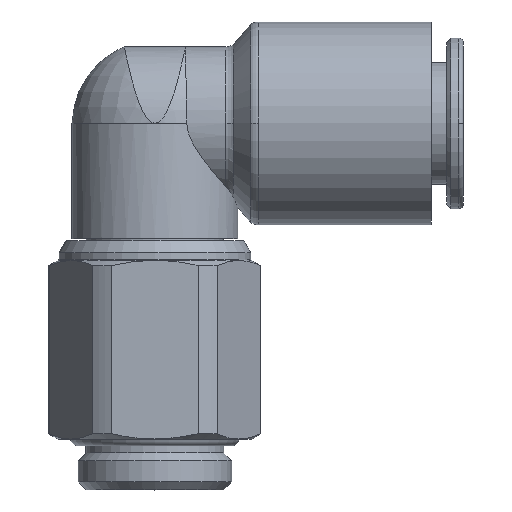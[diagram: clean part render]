
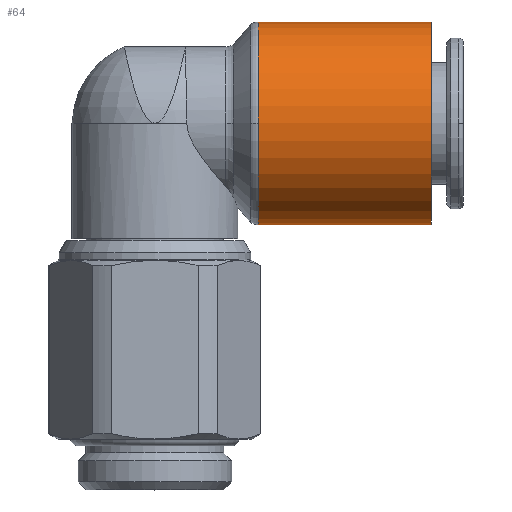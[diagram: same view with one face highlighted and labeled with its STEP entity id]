
A CAD part, top view. The second image highlights one B-rep face of the part: STEP entity #64.
In plain terms, the highlighted cylindrical face has radius 11 mm (diameter 22 mm), a partial arc.
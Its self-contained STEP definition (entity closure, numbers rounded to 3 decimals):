
#64=ADVANCED_FACE('',(#172),#173,.T.);
#172=FACE_OUTER_BOUND('',#357,.T.);
#173=CYLINDRICAL_SURFACE('',#358,11.0);
#357=EDGE_LOOP('',(#638,#639,#640,#641,#642));
#358=AXIS2_PLACEMENT_3D('',#643,#644,#645);
#638=ORIENTED_EDGE('',*,*,#1268,.F.);
#639=ORIENTED_EDGE('',*,*,#1269,.T.);
#640=ORIENTED_EDGE('',*,*,#1270,.T.);
#641=ORIENTED_EDGE('',*,*,#1271,.F.);
#642=ORIENTED_EDGE('',*,*,#1272,.F.);
#643=CARTESIAN_POINT('',(20.62,39.772,0.0));
#644=DIRECTION('',(1.0,0.0,0.0));
#645=DIRECTION('',(0.0,1.0,0.0));
#1268=EDGE_CURVE('',#1537,#1538,#1539,.T.);
#1269=EDGE_CURVE('',#1537,#1540,#1541,.T.);
#1270=EDGE_CURVE('',#1540,#1542,#1543,.T.);
#1271=EDGE_CURVE('',#1544,#1542,#1545,.T.);
#1272=EDGE_CURVE('',#1538,#1544,#1546,.T.);
#1537=VERTEX_POINT('',#2158);
#1538=VERTEX_POINT('',#2159);
#1539=LINE('',#2160,#2161);
#1540=VERTEX_POINT('',#2162);
#1541=CIRCLE('',#2163,11.0);
#1542=VERTEX_POINT('',#2164);
#1543=CIRCLE('',#2165,11.0);
#1544=VERTEX_POINT('',#2166);
#1545=LINE('',#2167,#2168);
#1546=CIRCLE('',#2169,11.0);
#2158=CARTESIAN_POINT('',(11.24,50.772,0.0));
#2159=CARTESIAN_POINT('',(30.0,50.772,0.0));
#2160=CARTESIAN_POINT('',(20.62,50.772,0.));
#2161=VECTOR('',#3034,1.0);
#2162=CARTESIAN_POINT('',(11.24,39.772,11.0));
#2163=AXIS2_PLACEMENT_3D('',#3035,#3036,#3037);
#2164=CARTESIAN_POINT('',(11.24,28.772,0.));
#2165=AXIS2_PLACEMENT_3D('',#3038,#3039,#3040);
#2166=CARTESIAN_POINT('',(30.0,28.772,0.));
#2167=CARTESIAN_POINT('',(20.62,28.772,0.));
#2168=VECTOR('',#3041,1.0);
#2169=AXIS2_PLACEMENT_3D('',#3042,#3043,#3044);
#3034=DIRECTION('',(1.0,0.0,0.0));
#3035=CARTESIAN_POINT('',(11.24,39.772,0.0));
#3036=DIRECTION('',(1.0,0.0,0.0));
#3037=DIRECTION('',(0.0,1.0,0.0));
#3038=CARTESIAN_POINT('',(11.24,39.772,0.0));
#3039=DIRECTION('',(1.0,0.0,0.0));
#3040=DIRECTION('',(0.0,1.0,0.0));
#3041=DIRECTION('',(-1.0,-0.0,-0.0));
#3042=CARTESIAN_POINT('',(30.0,39.772,0.0));
#3043=DIRECTION('',(1.0,0.0,0.0));
#3044=DIRECTION('',(0.0,1.0,0.0));
